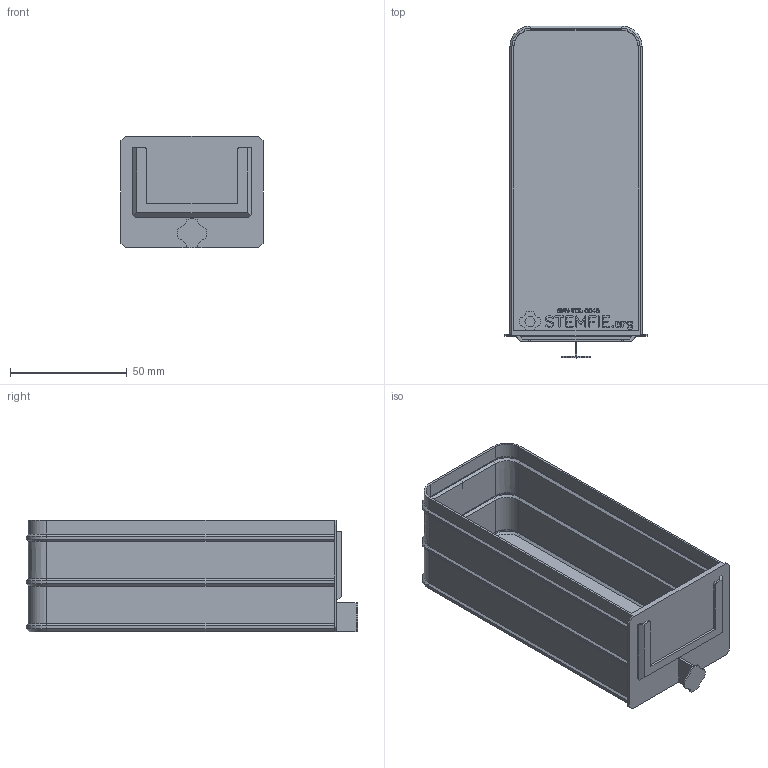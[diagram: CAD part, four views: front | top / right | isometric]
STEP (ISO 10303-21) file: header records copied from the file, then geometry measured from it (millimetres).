
FILE_DESCRIPTION(('FreeCAD Model'),'2;1');
FILE_NAME('Open CASCADE Shape Model','2023-03-08T16:57:39',(''),(''), 'Open CASCADE STEP processor 7.6','FreeCAD','Unknown');
FILE_SCHEMA(('AUTOMOTIVE_DESIGN { 1 0 10303 214 1 1 1 1 }'));
Length unit declared in the file: millimetre
Products named in the file (1): Parts Storage Drawer BU04.00x10.00x03.75 - SPN-TOL-0046 (stemfie.org)
Bounding box: 61 x 142.34 x 48 mm (x, y, z)
Volume: 21232.7 mm3; surface area: 52890.5 mm2
Topology: 1 solids, 1 shells, 642 faces, 1744 edges, 1133 vertices
Faces by surface type: plane 430, extrusion 154, cone 30, cylinder 28
Entity records: 42846 total; most frequent: CARTESIAN_POINT 8692, DIRECTION 5808, VECTOR 4646, LINE 4492, ORIENTED_EDGE 3488, PCURVE 3488, DEFINITIONAL_REPRESENTATION 3488, EDGE_CURVE 1744
